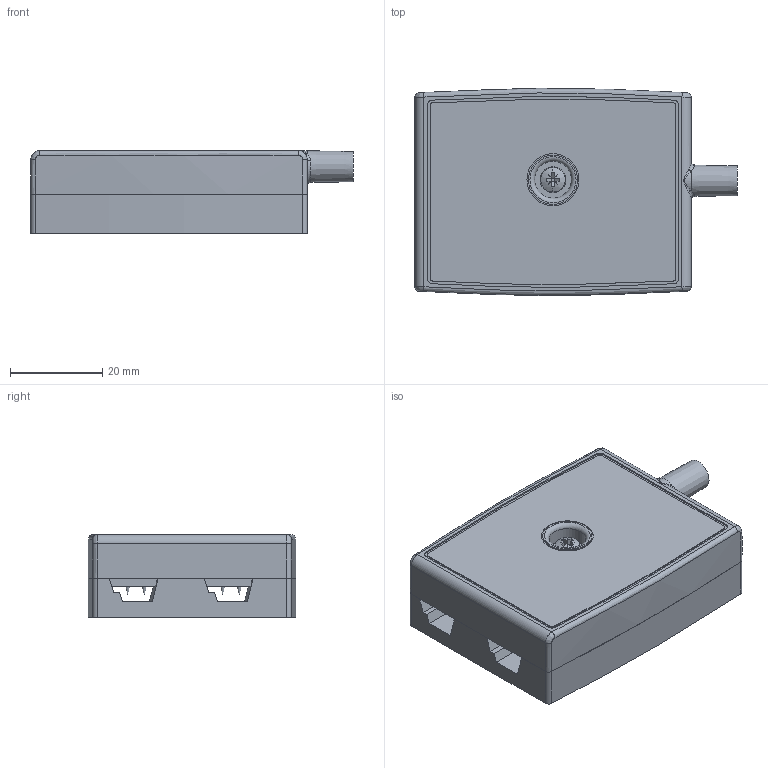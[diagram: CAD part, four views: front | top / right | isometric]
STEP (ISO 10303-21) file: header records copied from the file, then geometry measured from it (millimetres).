
FILE_DESCRIPTION(/* description */ ('Alibre Inc.'),/* implementation_level */ '2;1');
FILE_NAME(/* name */ 'export-1EF89DD9-EB21-4C9F-B4BF-2CD68C25D9A5',/* time_stamp */ '2022-03-15T10:03:20+01:00',/* author */ (''),/* organization */ (''),/* preprocessor_version */ 'ST-DEVELOPER v17',/* originating_system */ 'Alibre',/* authorisation */ '');
FILE_SCHEMA (('AUTOMOTIVE_DESIGN'));
Length unit declared in the file: millimetre
Products named in the file (5): 2; BENE INOX | 210216-3X30
Bounding box: 70 x 44.97 x 18 mm (x, y, z)
Volume: 42355.1 mm3; surface area: 20889.1 mm2
Topology: 4 solids, 5 shells, 232 faces, 554 edges, 358 vertices
Faces by surface type: plane 121, bspline 37, cylinder 34, torus 19, cone 19, sphere 2
Full cylindrical faces by diameter (mm): 3 x1, 3.18 x4, 3.5 x2, 8 x1, 10.67 x1, 11.3 x1
Entity records: 10052 total; most frequent: CARTESIAN_POINT 5007, ORIENTED_EDGE 1006, DIRECTION 843, EDGE_CURVE 503, AXIS2_PLACEMENT_3D 361, VERTEX_POINT 349, EDGE_LOOP 312, FACE_BOUND 312
